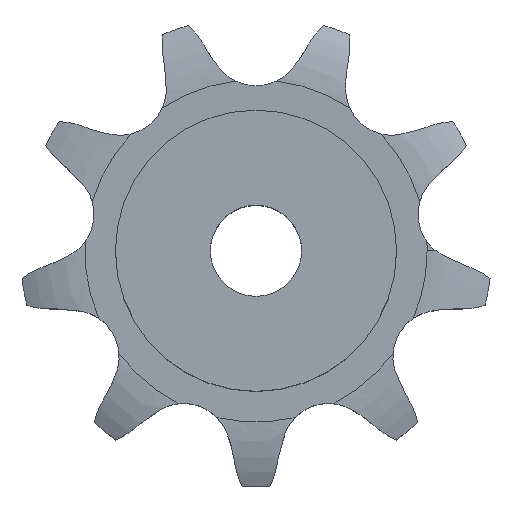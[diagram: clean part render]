
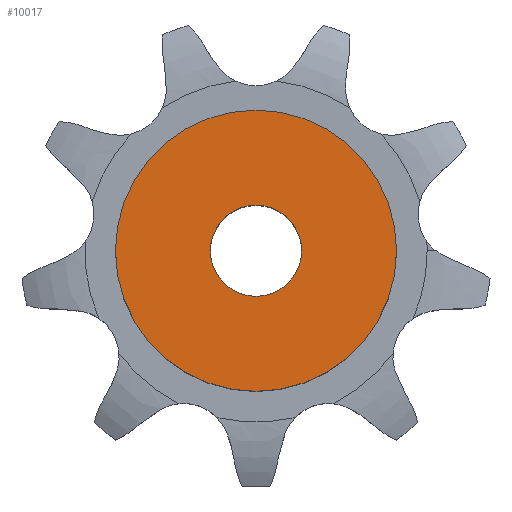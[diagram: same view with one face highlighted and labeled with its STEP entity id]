
A CAD part, top view. The second image highlights one B-rep face of the part: STEP entity #10017.
In plain terms, the highlighted planar face has unit normal (0, 0, 1).
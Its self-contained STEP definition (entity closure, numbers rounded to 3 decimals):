
#1827 = CYLINDRICAL_SURFACE('',#1828,18.5);
#1828 = AXIS2_PLACEMENT_3D('',#1829,#1830,#1831);
#1829 = CARTESIAN_POINT('',(0.,0.,0.));
#1830 = DIRECTION('',(-0.,-0.,-1.));
#1831 = DIRECTION('',(1.,0.,0.));
#6685 = VERTEX_POINT('',#6686);
#6686 = CARTESIAN_POINT('',(18.5,0.,30.));
#6707 = EDGE_CURVE('',#6685,#6685,#6708,.T.);
#6708 = SURFACE_CURVE('',#6709,(#6714,#6721),.PCURVE_S1.);
#6709 = CIRCLE('',#6710,18.5);
#6710 = AXIS2_PLACEMENT_3D('',#6711,#6712,#6713);
#6711 = CARTESIAN_POINT('',(0.,0.,30.));
#6712 = DIRECTION('',(0.,0.,1.));
#6713 = DIRECTION('',(1.,0.,0.));
#6714 = PCURVE('',#1827,#6715);
#6715 = DEFINITIONAL_REPRESENTATION('',(#6716),#6720);
#6716 = LINE('',#6717,#6718);
#6717 = CARTESIAN_POINT('',(-0.,-30.));
#6718 = VECTOR('',#6719,1.);
#6719 = DIRECTION('',(-1.,0.));
#6720 = ( GEOMETRIC_REPRESENTATION_CONTEXT(2) 
PARAMETRIC_REPRESENTATION_CONTEXT() REPRESENTATION_CONTEXT('2D SPACE',''
  ) );
#6721 = PCURVE('',#6722,#6727);
#6722 = PLANE('',#6723);
#6723 = AXIS2_PLACEMENT_3D('',#6724,#6725,#6726);
#6724 = CARTESIAN_POINT('',(0.,0.,30.));
#6725 = DIRECTION('',(0.,0.,1.));
#6726 = DIRECTION('',(1.,0.,0.));
#6727 = DEFINITIONAL_REPRESENTATION('',(#6728),#6732);
#6728 = CIRCLE('',#6729,18.5);
#6729 = AXIS2_PLACEMENT_2D('',#6730,#6731);
#6730 = CARTESIAN_POINT('',(0.,0.));
#6731 = DIRECTION('',(1.,0.));
#6732 = ( GEOMETRIC_REPRESENTATION_CONTEXT(2) 
PARAMETRIC_REPRESENTATION_CONTEXT() REPRESENTATION_CONTEXT('2D SPACE',''
  ) );
#8654 = CYLINDRICAL_SURFACE('',#8655,6.);
#8655 = AXIS2_PLACEMENT_3D('',#8656,#8657,#8658);
#8656 = CARTESIAN_POINT('',(0.,0.,115.191));
#8657 = DIRECTION('',(0.,0.,1.));
#8658 = DIRECTION('',(1.,0.,0.));
#10017 = ADVANCED_FACE('',(#10018,#10021),#6722,.T.);
#10018 = FACE_BOUND('',#10019,.T.);
#10019 = EDGE_LOOP('',(#10020));
#10020 = ORIENTED_EDGE('',*,*,#6707,.T.);
#10021 = FACE_BOUND('',#10022,.T.);
#10022 = EDGE_LOOP('',(#10023));
#10023 = ORIENTED_EDGE('',*,*,#10024,.F.);
#10024 = EDGE_CURVE('',#10025,#10025,#10027,.T.);
#10025 = VERTEX_POINT('',#10026);
#10026 = CARTESIAN_POINT('',(6.,0.,30.));
#10027 = SURFACE_CURVE('',#10028,(#10033,#10040),.PCURVE_S1.);
#10028 = CIRCLE('',#10029,6.);
#10029 = AXIS2_PLACEMENT_3D('',#10030,#10031,#10032);
#10030 = CARTESIAN_POINT('',(0.,0.,30.));
#10031 = DIRECTION('',(0.,0.,1.));
#10032 = DIRECTION('',(1.,0.,0.));
#10033 = PCURVE('',#6722,#10034);
#10034 = DEFINITIONAL_REPRESENTATION('',(#10035),#10039);
#10035 = CIRCLE('',#10036,6.);
#10036 = AXIS2_PLACEMENT_2D('',#10037,#10038);
#10037 = CARTESIAN_POINT('',(0.,0.));
#10038 = DIRECTION('',(1.,0.));
#10039 = ( GEOMETRIC_REPRESENTATION_CONTEXT(2) 
PARAMETRIC_REPRESENTATION_CONTEXT() REPRESENTATION_CONTEXT('2D SPACE',''
  ) );
#10040 = PCURVE('',#8654,#10041);
#10041 = DEFINITIONAL_REPRESENTATION('',(#10042),#10046);
#10042 = LINE('',#10043,#10044);
#10043 = CARTESIAN_POINT('',(0.,-85.191));
#10044 = VECTOR('',#10045,1.);
#10045 = DIRECTION('',(1.,0.));
#10046 = ( GEOMETRIC_REPRESENTATION_CONTEXT(2) 
PARAMETRIC_REPRESENTATION_CONTEXT() REPRESENTATION_CONTEXT('2D SPACE',''
  ) );
